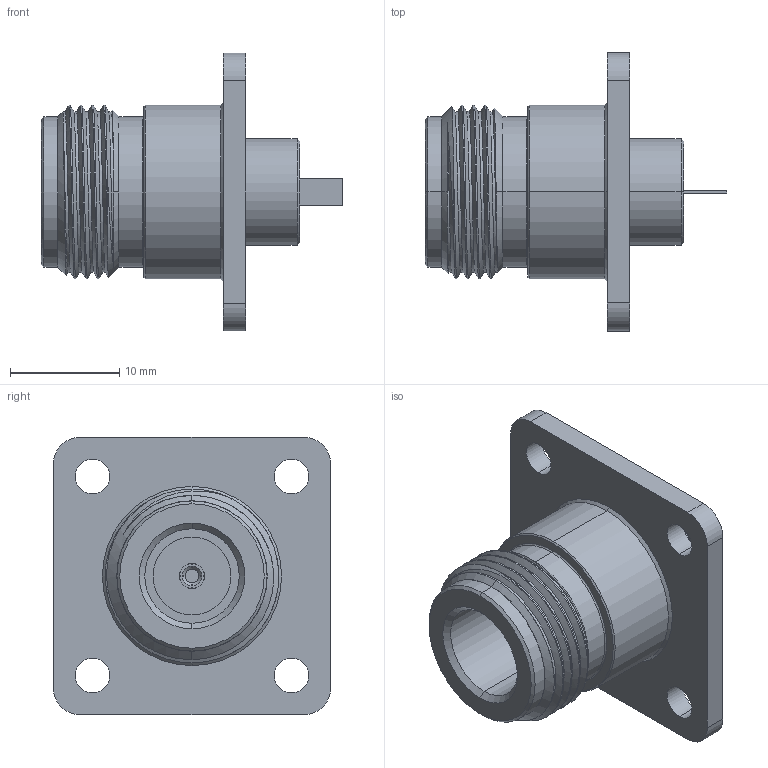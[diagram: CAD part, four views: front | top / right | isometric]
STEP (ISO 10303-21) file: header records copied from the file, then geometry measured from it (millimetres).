
FILE_DESCRIPTION (( 'STEP AP203' ), '1' );
FILE_NAME ('SC9240.step', '2019-08-09T15:14:13', ( '' ), ( '' ), 'SwSTEP 2.0', 'SolidWorks 2018', '' );
FILE_SCHEMA (( 'CONFIG_CONTROL_DESIGN' ));
Length unit declared in the file: inch
Products named in the file (1): SC9240
Bounding box: 27.58 x 25.4 x 25.4 mm (x, y, z)
Volume: 3989.2 mm3; surface area: 2956.8 mm2
Topology: 1 solids, 1 shells, 106 faces, 265 edges, 171 vertices
Faces by surface type: cylinder 48, plane 32, cone 21, bspline 5
Entity records: 4618 total; most frequent: CARTESIAN_POINT 2099, ORIENTED_EDGE 530, DIRECTION 490, EDGE_CURVE 265, AXIS2_PLACEMENT_3D 195, VERTEX_POINT 171, EDGE_LOOP 124, ADVANCED_FACE 106
